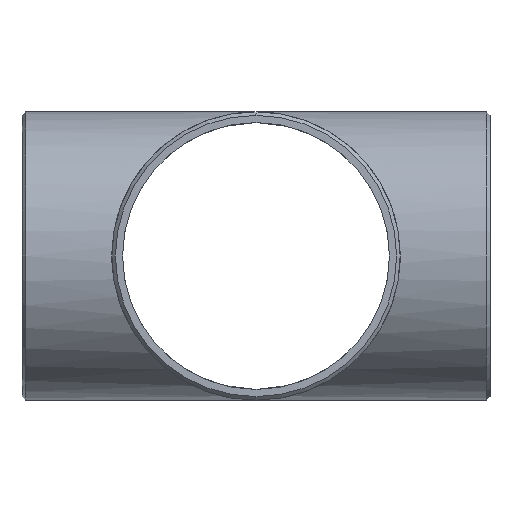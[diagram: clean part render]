
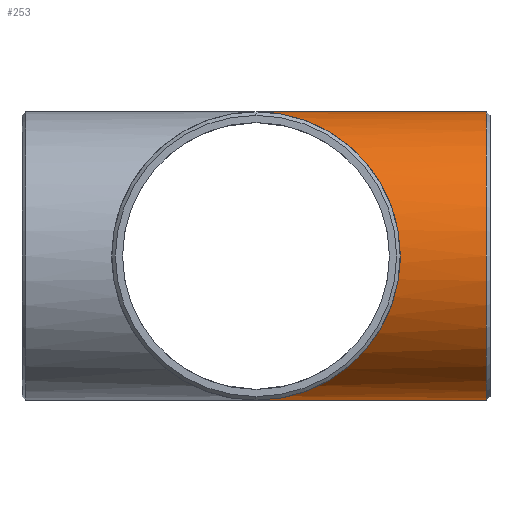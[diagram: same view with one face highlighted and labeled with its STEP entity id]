
A CAD part, left-side view. The second image highlights one B-rep face of the part: STEP entity #253.
In plain terms, the highlighted cylindrical face has radius 109.537 mm (diameter 219.075 mm), a partial arc.
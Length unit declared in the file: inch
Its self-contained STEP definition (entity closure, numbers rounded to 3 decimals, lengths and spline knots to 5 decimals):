
#42 = CARTESIAN_POINT ( 'NONE',  ( -8.625, -8.625, 4.3125 ) ) ;
#54 = DIRECTION ( 'NONE',  ( 0., 1., 0. ) ) ;
#72 = LINE ( 'NONE', #263, #266 ) ;
#88 = DIRECTION ( 'NONE',  ( 0., 0., -1. ) ) ;
#103 = VERTEX_POINT ( 'NONE', #354 ) ;
#119 = CARTESIAN_POINT ( 'NONE',  ( 0., -7., 4.3125 ) ) ;
#137 = ORIENTED_EDGE ( 'NONE', *, *, #591, .F. ) ;
#152 = EDGE_CURVE ( 'NONE', #567, #718, #171, .T. ) ;
#171 = LINE ( 'NONE', #119, #614 ) ;
#173 =( BOUNDED_CURVE ( )  B_SPLINE_CURVE ( 3, ( #646, #462, #42, #788 ),
 .UNSPECIFIED., .F., .T. ) 
 B_SPLINE_CURVE_WITH_KNOTS ( ( 4, 4 ),
 ( 4.71239, 7.85398 ),
 .UNSPECIFIED. ) 
 CURVE ( )  GEOMETRIC_REPRESENTATION_ITEM ( )  RATIONAL_B_SPLINE_CURVE ( ( 1., 0.333, 0.333, 1. ) ) 
 REPRESENTATION_ITEM ( '' )  );
#217 = ORIENTED_EDGE ( 'NONE', *, *, #611, .T. ) ;
#218 = CARTESIAN_POINT ( 'NONE',  ( 0., 0., -4.3125 ) ) ;
#224 = CYLINDRICAL_SURFACE ( 'NONE', #347, 4.3125 ) ;
#249 = ORIENTED_EDGE ( 'NONE', *, *, #745, .F. ) ;
#253 = ADVANCED_FACE ( 'NONE', ( #275 ), #224, .T. ) ;
#263 = CARTESIAN_POINT ( 'NONE',  ( 0., -7., -4.3125 ) ) ;
#266 = VECTOR ( 'NONE', #515, 39.37008 ) ;
#267 = CARTESIAN_POINT ( 'NONE',  ( 0., -6.89267, 0. ) ) ;
#275 = FACE_OUTER_BOUND ( 'NONE', #704, .T. ) ;
#291 = CARTESIAN_POINT ( 'NONE',  ( 0., 0., 4.3125 ) ) ;
#347 = AXIS2_PLACEMENT_3D ( 'NONE', #405, #480, #88 ) ;
#354 = CARTESIAN_POINT ( 'NONE',  ( 0., -6.89267, -4.3125 ) ) ;
#405 = CARTESIAN_POINT ( 'NONE',  ( 0., -7., 0. ) ) ;
#451 = CARTESIAN_POINT ( 'NONE',  ( 0., -6.89267, 4.3125 ) ) ;
#457 = DIRECTION ( 'NONE',  ( 0., 1., 0. ) ) ;
#462 = CARTESIAN_POINT ( 'NONE',  ( -8.625, -8.625, -4.3125 ) ) ;
#480 = DIRECTION ( 'NONE',  ( 0., 1., 0. ) ) ;
#497 = CIRCLE ( 'NONE', #590, 4.3125 ) ;
#515 = DIRECTION ( 'NONE',  ( 0., 1., 0. ) ) ;
#567 = VERTEX_POINT ( 'NONE', #451 ) ;
#569 = ORIENTED_EDGE ( 'NONE', *, *, #152, .T. ) ;
#590 = AXIS2_PLACEMENT_3D ( 'NONE', #267, #457, #702 ) ;
#591 = EDGE_CURVE ( 'NONE', #103, #776, #72, .T. ) ;
#611 = EDGE_CURVE ( 'NONE', #103, #567, #497, .T. ) ;
#614 = VECTOR ( 'NONE', #54, 39.37008 ) ;
#646 = CARTESIAN_POINT ( 'NONE',  ( 0., 0., -4.3125 ) ) ;
#702 = DIRECTION ( 'NONE',  ( 0., 0., -1. ) ) ;
#704 = EDGE_LOOP ( 'NONE', ( #217, #569, #249, #137 ) ) ;
#718 = VERTEX_POINT ( 'NONE', #291 ) ;
#745 = EDGE_CURVE ( 'NONE', #776, #718, #173, .T. ) ;
#776 = VERTEX_POINT ( 'NONE', #218 ) ;
#788 = CARTESIAN_POINT ( 'NONE',  ( 0., 0., 4.3125 ) ) ;
